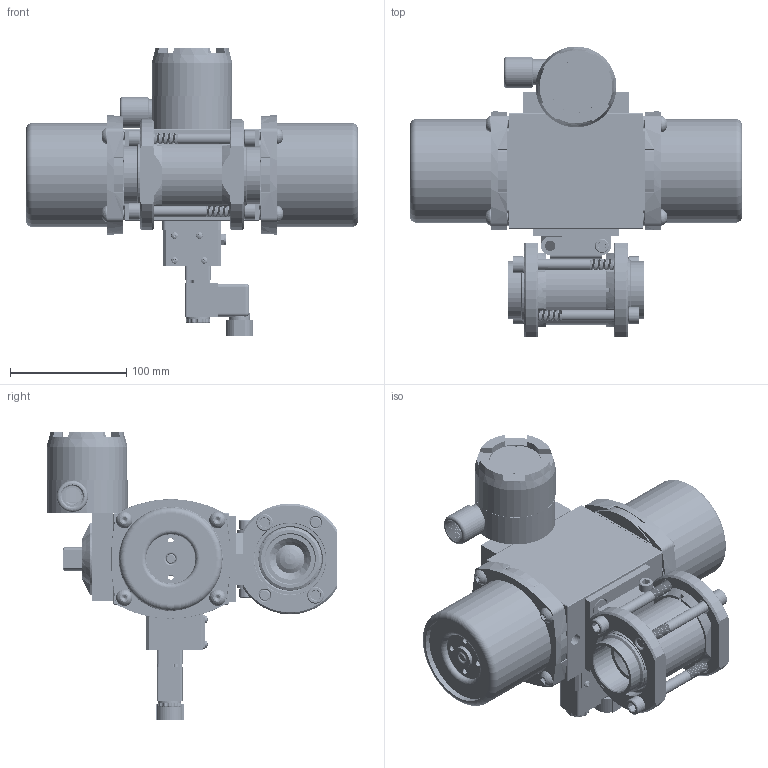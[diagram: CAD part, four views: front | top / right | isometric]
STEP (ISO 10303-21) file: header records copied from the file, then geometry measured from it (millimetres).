
FILE_DESCRIPTION (( 'STEP AP203' ), '1' );
FILE_NAME ('21XXSWSA522SR3GPDCLS.step', '2018-06-04T15:41:10', ( '' ), ( '' ), 'SwSTEP 2.0', 'SolidWorks 2017', '' );
FILE_SCHEMA (( 'CONFIG_CONTROL_DESIGN' ));
Products named in the file (1): 21XXSWSA522SR3GPDCLS
Bounding box: 285.09 x 249.71 x 247.55 mm (x, y, z)
Volume: 1575814 mm3; surface area: 626492.6 mm2
Topology: 76 solids, 76 shells, 6393 faces, 16458 edges, 10302 vertices
Faces by surface type: cylinder 2762, cone 2096, plane 1161, torus 244, bspline 100, sphere 30
Entity records: 232472 total; most frequent: CARTESIAN_POINT 76021, DIRECTION 34746, ORIENTED_EDGE 32624, EDGE_CURVE 16312, AXIS2_PLACEMENT_3D 14052, VERTEX_POINT 10298, CIRCLE 7758, EDGE_LOOP 6910
